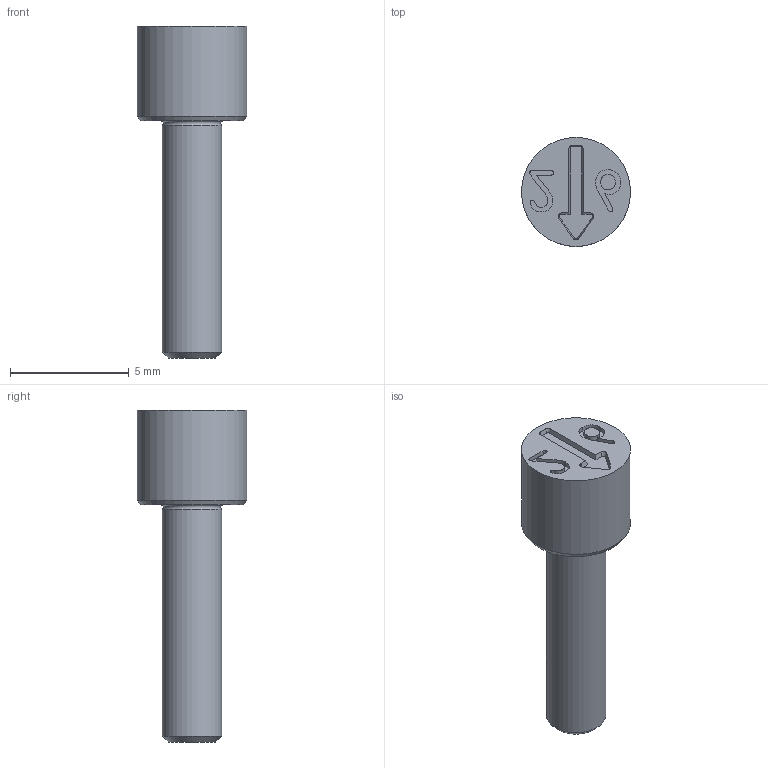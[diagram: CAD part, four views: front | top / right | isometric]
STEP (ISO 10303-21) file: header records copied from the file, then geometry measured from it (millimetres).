
FILE_DESCRIPTION(/* description */ (''),/* implementation_level */ '2;1');
FILE_NAME(/* name */ 'Dati-1000_F$8$26.stp',/* time_stamp */ '2025-07-31T17:52:20+02:00',/* author */ ('olafg'),/* organization */ (''),/* preprocessor_version */ 'ST-DEVELOPER v20',/* originating_system */ 'Autodesk Inventor 2024',/* authorisation */ '');
FILE_SCHEMA (('AUTOMOTIVE_DESIGN { 1 0 10303 214 3 1 1 }'));
Length unit declared in the file: millimetre
Products named in the file (1): 2010-05-00 Stelleinsatz
Bounding box: 4.6 x 4.6 x 14 mm (x, y, z)
Volume: 114.3 mm3; surface area: 172.7 mm2
Topology: 1 solids, 1 shells, 61 faces, 160 edges, 106 vertices
Faces by surface type: bspline 25, plane 23, cone 9, cylinder 3, torus 1
Full cylindrical faces by diameter (mm): 2.5 x1, 4.6 x1
Entity records: 2173 total; most frequent: CARTESIAN_POINT 791, ORIENTED_EDGE 320, DIRECTION 198, EDGE_CURVE 160, VERTEX_POINT 106, LINE 80, VECTOR 80, EDGE_LOOP 66
